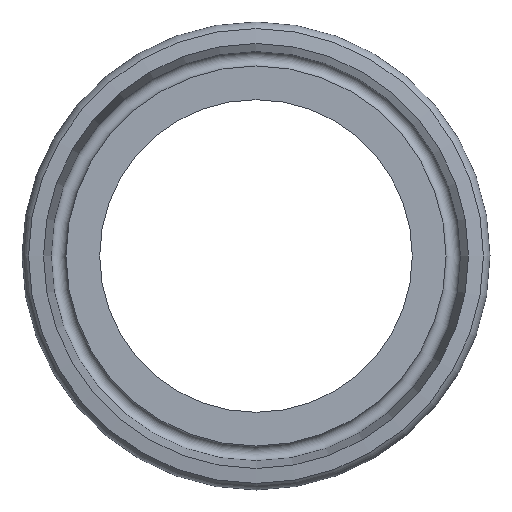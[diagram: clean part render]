
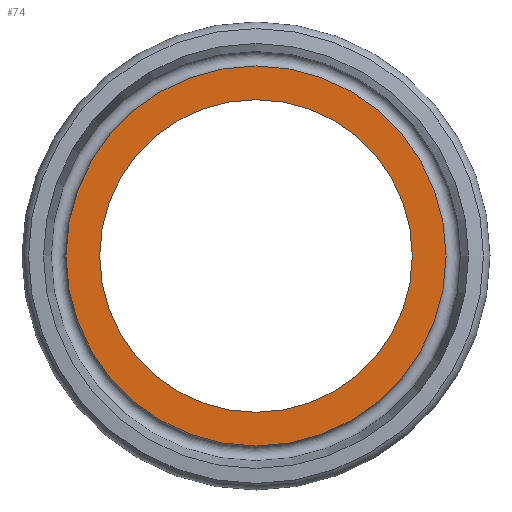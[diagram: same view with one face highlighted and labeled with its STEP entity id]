
A CAD part, left-side view. The second image highlights one B-rep face of the part: STEP entity #74.
In plain terms, the highlighted planar face has unit normal (-1, 0, 0).
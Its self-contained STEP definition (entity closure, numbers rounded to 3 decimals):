
#47=CARTESIAN_POINT('',(0.0,8.35,0.0));
#48=DIRECTION('',(1.0,0.0,0.0));
#49=DIRECTION('',(0.0,0.0,-1.0));
#50=AXIS2_PLACEMENT_3D('',#47,#48,#49);
#51=PLANE('',#50);
#52=CARTESIAN_POINT('',(0.,0.,8.35));
#53=VERTEX_POINT('',#52);
#54=CARTESIAN_POINT('',(0.0,0.0,0.0));
#55=DIRECTION('',(-1.0,0.0,0.0));
#56=DIRECTION('',(0.0,0.0,1.0));
#57=AXIS2_PLACEMENT_3D('',#54,#55,#56);
#58=CIRCLE('',#57,8.35);
#59=EDGE_CURVE('',#53,#53,#58,.T.);
#60=ORIENTED_EDGE('',*,*,#59,.F.);
#61=EDGE_LOOP('',(#60));
#62=FACE_BOUND('',#61,.T.);
#63=CARTESIAN_POINT('',(0.0,0.,10.15));
#64=VERTEX_POINT('',#63);
#65=CARTESIAN_POINT('',(0.0,0.0,0.0));
#66=DIRECTION('',(-1.0,0.0,0.0));
#67=DIRECTION('',(0.0,0.0,1.0));
#68=AXIS2_PLACEMENT_3D('',#65,#66,#67);
#69=CIRCLE('',#68,10.15);
#70=EDGE_CURVE('',#64,#64,#69,.T.);
#71=ORIENTED_EDGE('',*,*,#70,.T.);
#72=EDGE_LOOP('',(#71));
#73=FACE_BOUND('',#72,.T.);
#74=ADVANCED_FACE('',(#62,#73),#51,.F.);
